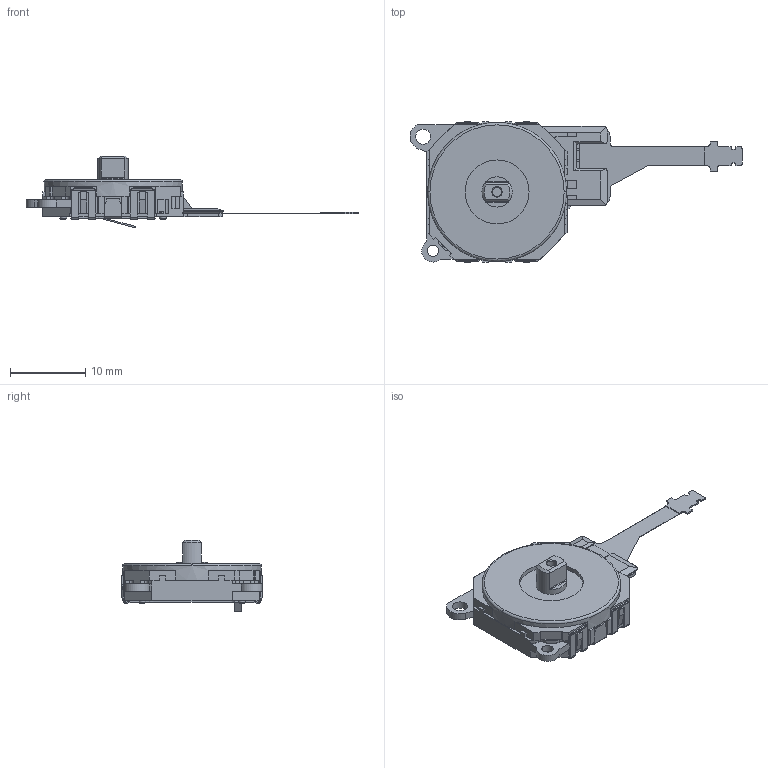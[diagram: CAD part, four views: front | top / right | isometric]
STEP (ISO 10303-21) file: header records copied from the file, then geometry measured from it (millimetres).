
FILE_DESCRIPTION(/* description */ (''),/* implementation_level */ '2;1');
FILE_NAME(/* name */ 'PNT_RKJXU1210006.step',/* time_stamp */ '2024-07-13T17:12:28+02:00',/* author */ (''),/* organization */ (''),/* preprocessor_version */ 'ST-DEVELOPER v20',/* originating_system */ 'Autodesk Translation Framework v13.14.0.145',/* authorisation */ '');
FILE_SCHEMA (('AUTOMOTIVE_DESIGN { 1 0 10303 214 3 1 1 }'));
Length unit declared in the file: millimetre
Products named in the file (1): RKJXU1210006
Bounding box: 44.05 x 18.6 x 9.5 mm (x, y, z)
Volume: 1573.5 mm3; surface area: 1589.3 mm2
Topology: 2 solids, 2 shells, 720 faces, 2075 edges, 1350 vertices
Faces by surface type: plane 472, cylinder 211, bspline 24, cone 7, torus 6
Full cylindrical faces by diameter (mm): 0.9 x4, 1 x2, 1.05 x2, 1.2 x1, 1.5 x1, 2 x1, 4 x1, 8.5 x1, 18.4 x1
Entity records: 24376 total; most frequent: CARTESIAN_POINT 4833, ORIENTED_EDGE 4150, DIRECTION 3880, EDGE_CURVE 2075, LINE 1544, VECTOR 1544, VERTEX_POINT 1350, AXIS2_PLACEMENT_3D 1168
